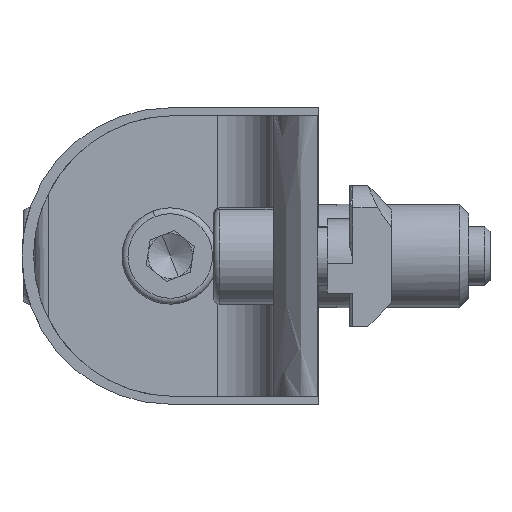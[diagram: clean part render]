
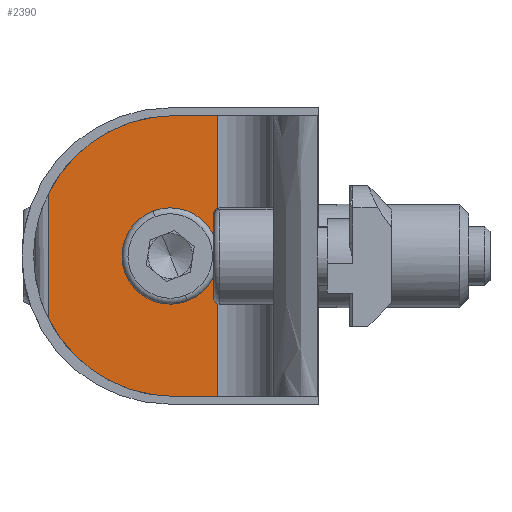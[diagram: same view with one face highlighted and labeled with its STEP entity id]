
A CAD part, left-side view. The second image highlights one B-rep face of the part: STEP entity #2390.
In plain terms, the highlighted planar face has unit normal (-1, 0, 0).
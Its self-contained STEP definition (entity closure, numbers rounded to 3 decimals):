
#42 = DIRECTION ( 'NONE',  ( 1., 0., 0. ) ) ;
#119 = FACE_OUTER_BOUND ( 'NONE', #4209, .T. ) ;
#216 = VERTEX_POINT ( 'NONE', #1707 ) ;
#304 = DIRECTION ( 'NONE',  ( 0., -1., 0. ) ) ;
#420 = EDGE_LOOP ( 'NONE', ( #4874, #6298 ) ) ;
#453 = ORIENTED_EDGE ( 'NONE', *, *, #5598, .T. ) ;
#583 = FACE_BOUND ( 'NONE', #420, .T. ) ;
#622 = CARTESIAN_POINT ( 'NONE',  ( -6., 36.3, 10.515 ) ) ;
#1169 = EDGE_CURVE ( 'NONE', #3030, #216, #2310, .T. ) ;
#1411 = CARTESIAN_POINT ( 'NONE',  ( -6., 13.5, 0. ) ) ;
#1413 = DIRECTION ( 'NONE',  ( 0., 0., -1. ) ) ;
#1428 = CARTESIAN_POINT ( 'NONE',  ( -6., 13.5, 37.9 ) ) ;
#1546 = DIRECTION ( 'NONE',  ( 0., 1., 0. ) ) ;
#1662 = CARTESIAN_POINT ( 'NONE',  ( -6., 19.3, 37.9 ) ) ;
#1702 = CIRCLE ( 'NONE', #6346, 19. ) ;
#1707 = CARTESIAN_POINT ( 'NONE',  ( -6., 36.3, 27.385 ) ) ;
#1715 = CARTESIAN_POINT ( 'NONE',  ( -6., 6., 37.9 ) ) ;
#1739 = ORIENTED_EDGE ( 'NONE', *, *, #5330, .F. ) ;
#1799 = ORIENTED_EDGE ( 'NONE', *, *, #3898, .T. ) ;
#2213 = VECTOR ( 'NONE', #1413, 1000. ) ;
#2310 = CIRCLE ( 'NONE', #3291, 19. ) ;
#2328 = CIRCLE ( 'NONE', #6105, 4.175 ) ;
#2390 = ADVANCED_FACE ( 'NONE', ( #583, #119 ), #6274, .F. ) ;
#2508 = DIRECTION ( 'NONE',  ( 0., 1., 0. ) ) ;
#2553 = VERTEX_POINT ( 'NONE', #4071 ) ;
#2616 = VERTEX_POINT ( 'NONE', #1411 ) ;
#2618 = CARTESIAN_POINT ( 'NONE',  ( -6., 19.875, 18.95 ) ) ;
#2784 = EDGE_CURVE ( 'NONE', #4988, #5610, #4508, .T. ) ;
#2800 = EDGE_CURVE ( 'NONE', #5568, #4097, #1702, .T. ) ;
#2961 = CARTESIAN_POINT ( 'NONE',  ( -6., 24.05, 18.95 ) ) ;
#3030 = VERTEX_POINT ( 'NONE', #1662 ) ;
#3237 = DIRECTION ( 'NONE',  ( -1., 0., 0. ) ) ;
#3255 = ORIENTED_EDGE ( 'NONE', *, *, #3275, .T. ) ;
#3275 = EDGE_CURVE ( 'NONE', #2616, #2553, #3517, .T. ) ;
#3291 = AXIS2_PLACEMENT_3D ( 'NONE', #4137, #3237, #1546 ) ;
#3366 = LINE ( 'NONE', #3829, #5242 ) ;
#3445 = CARTESIAN_POINT ( 'NONE',  ( -6., 15.7, 18.95 ) ) ;
#3497 = CARTESIAN_POINT ( 'NONE',  ( -6., 19.875, 18.95 ) ) ;
#3517 = LINE ( 'NONE', #1428, #6547 ) ;
#3538 = LINE ( 'NONE', #4072, #2213 ) ;
#3544 = ORIENTED_EDGE ( 'NONE', *, *, #1169, .T. ) ;
#3663 = DIRECTION ( 'NONE',  ( 0., 1., 0. ) ) ;
#3710 = DIRECTION ( 'NONE',  ( 0., 1., 0. ) ) ;
#3829 = CARTESIAN_POINT ( 'NONE',  ( -6., 6., 37.9 ) ) ;
#3898 = EDGE_CURVE ( 'NONE', #4097, #2616, #6494, .T. ) ;
#4071 = CARTESIAN_POINT ( 'NONE',  ( -6., 13.5, 37.9 ) ) ;
#4072 = CARTESIAN_POINT ( 'NONE',  ( -6., 36.3, 37.9 ) ) ;
#4097 = VERTEX_POINT ( 'NONE', #5337 ) ;
#4137 = CARTESIAN_POINT ( 'NONE',  ( -6., 19.3, 18.9 ) ) ;
#4209 = EDGE_LOOP ( 'NONE', ( #1739, #3544, #453, #4244, #1799, #3255 ) ) ;
#4235 = DIRECTION ( 'NONE',  ( 0., 1., 0. ) ) ;
#4244 = ORIENTED_EDGE ( 'NONE', *, *, #2800, .T. ) ;
#4453 = DIRECTION ( 'NONE',  ( 0., 0., 1. ) ) ;
#4508 = CIRCLE ( 'NONE', #5369, 4.175 ) ;
#4678 = CARTESIAN_POINT ( 'NONE',  ( -6., 19.3, 19. ) ) ;
#4743 = DIRECTION ( 'NONE',  ( -1., 0., 0. ) ) ;
#4874 = ORIENTED_EDGE ( 'NONE', *, *, #2784, .T. ) ;
#4988 = VERTEX_POINT ( 'NONE', #2961 ) ;
#5196 = DIRECTION ( 'NONE',  ( 1., 0., 0. ) ) ;
#5242 = VECTOR ( 'NONE', #6497, 1000. ) ;
#5330 = EDGE_CURVE ( 'NONE', #3030, #2553, #3366, .T. ) ;
#5337 = CARTESIAN_POINT ( 'NONE',  ( -6., 19.3, 0. ) ) ;
#5369 = AXIS2_PLACEMENT_3D ( 'NONE', #2618, #42, #4235 ) ;
#5552 = CARTESIAN_POINT ( 'NONE',  ( -6., 6., 0. ) ) ;
#5555 = DIRECTION ( 'NONE',  ( 1., 0., 0. ) ) ;
#5568 = VERTEX_POINT ( 'NONE', #622 ) ;
#5598 = EDGE_CURVE ( 'NONE', #216, #5568, #3538, .T. ) ;
#5610 = VERTEX_POINT ( 'NONE', #3445 ) ;
#5879 = VECTOR ( 'NONE', #304, 1000. ) ;
#6105 = AXIS2_PLACEMENT_3D ( 'NONE', #3497, #5555, #2508 ) ;
#6120 = AXIS2_PLACEMENT_3D ( 'NONE', #1715, #5196, #3710 ) ;
#6191 = EDGE_CURVE ( 'NONE', #5610, #4988, #2328, .T. ) ;
#6274 = PLANE ( 'NONE',  #6120 ) ;
#6298 = ORIENTED_EDGE ( 'NONE', *, *, #6191, .T. ) ;
#6346 = AXIS2_PLACEMENT_3D ( 'NONE', #4678, #4743, #3663 ) ;
#6494 = LINE ( 'NONE', #5552, #5879 ) ;
#6497 = DIRECTION ( 'NONE',  ( 0., -1., 0. ) ) ;
#6547 = VECTOR ( 'NONE', #4453, 1000. ) ;
